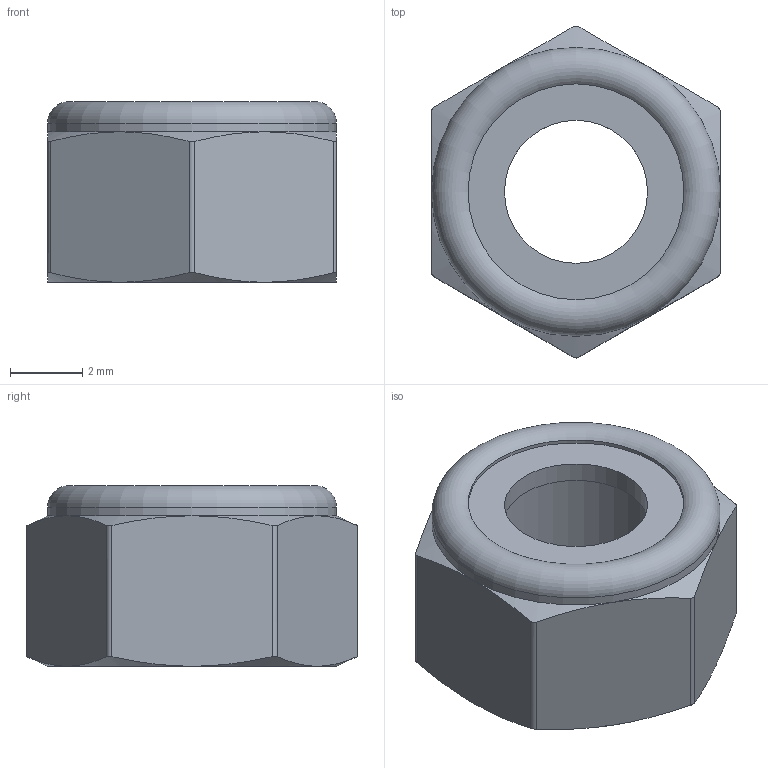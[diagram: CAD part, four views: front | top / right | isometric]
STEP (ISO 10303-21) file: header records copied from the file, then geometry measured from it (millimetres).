
FILE_DESCRIPTION(/* description */ (''),/* implementation_level */ '2;1');
FILE_NAME(/* name */ 'M5 Nyloc DIN 985.step',/* time_stamp */ '2024-06-30T09:34:39+02:00',/* author */ (''),/* organization */ (''),/* preprocessor_version */ 'ST-DEVELOPER v20',/* originating_system */ 'Autodesk Translation Framework v13.14.0.145',/* authorisation */ '');
FILE_SCHEMA (('AUTOMOTIVE_DESIGN { 1 0 10303 214 3 1 1 }'));
Length unit declared in the file: millimetre
Products named in the file (2): (Unsaved); M5 Nyloc
Assembly tree (1 placements, depth 2):
  (Unsaved)
    M5 Nyloc
Bounding box: 8 x 9.19 x 5 mm (x, y, z)
Volume: 171.9 mm3; surface area: 321 mm2
Topology: 2 solids, 2 shells, 35 faces, 78 edges, 47 vertices
Faces by surface type: cone 13, cylinder 11, plane 10, torus 1
Full cylindrical faces by diameter (mm): 3.961 x1, 5 x1, 5.98 x2, 8 x1
Entity records: 1090 total; most frequent: CARTESIAN_POINT 319, ORIENTED_EDGE 156, DIRECTION 142, EDGE_CURVE 78, AXIS2_PLACEMENT_3D 62, VERTEX_POINT 47, EDGE_LOOP 39, FACE_OUTER_BOUND 35
